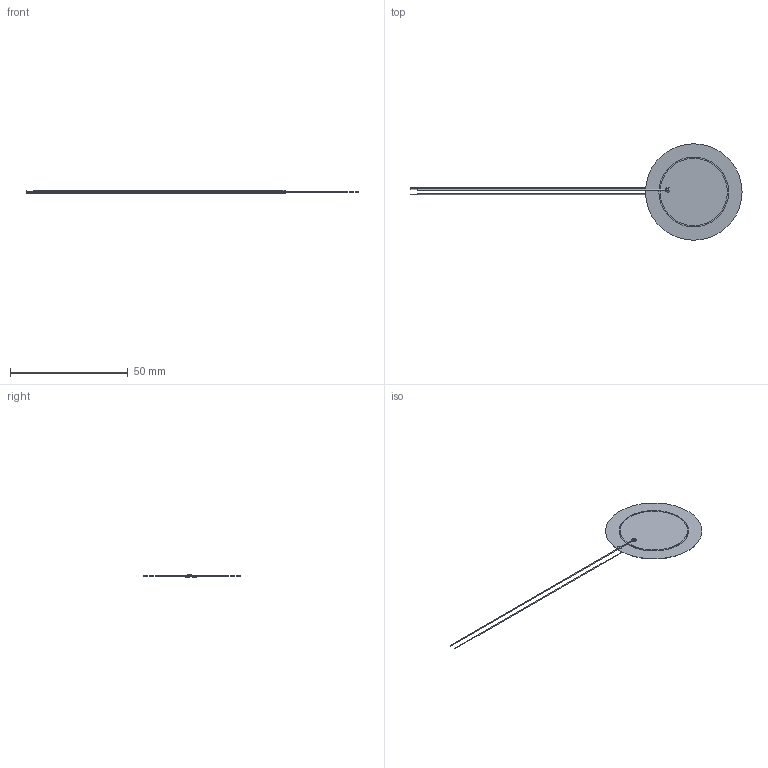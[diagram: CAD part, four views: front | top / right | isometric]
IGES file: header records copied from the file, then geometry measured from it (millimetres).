
Global section: file name: No Iges File Name specified; native system: Autodesk Inventor 2012; preprocessor: AutoDesk Inventor Iges Exporter R2012; author: Ricks; date: 20130620.102618; units: millimetre
Bounding box: 141 x 41 x 1.4 mm (x, y, z)
Volume: 360.4 mm3; surface area: 2959.8 mm2
Topology: 1 solids, 1 shells, 51 faces, 96 edges, 64 vertices
Faces by surface type: plane 27, cylinder 18, bspline 3, revolution 3
Full cylindrical faces by diameter (mm): 0.202 x6, 0.275 x3, 2 x1, 28.6 x2, 29.6 x2, 41 x1
